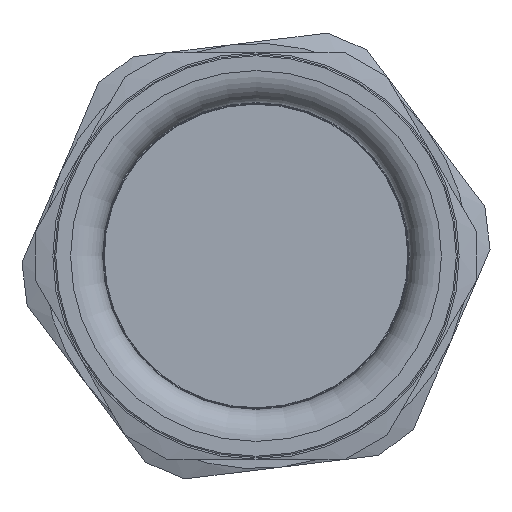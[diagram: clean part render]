
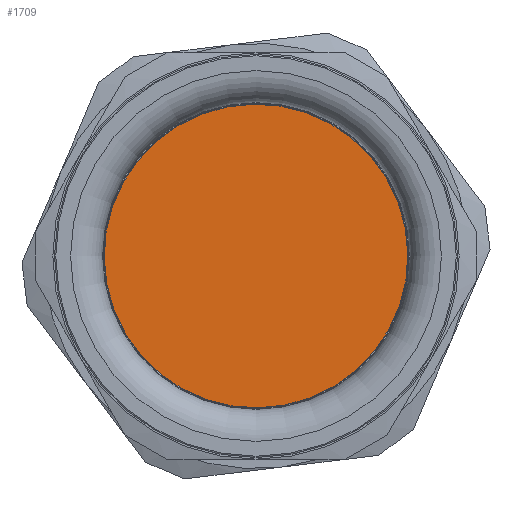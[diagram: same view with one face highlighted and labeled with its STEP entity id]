
A CAD part, left-side view. The second image highlights one B-rep face of the part: STEP entity #1709.
In plain terms, the highlighted planar face has unit normal (-1, 0, 0).
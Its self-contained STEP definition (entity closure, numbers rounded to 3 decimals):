
#256=PLANE('',#1952);
#456=FACE_OUTER_BOUND('',#635,.T.);
#635=EDGE_LOOP('',(#1553));
#721=CIRCLE('',#1938,23.92);
#901=VERTEX_POINT('',#8294);
#1117=EDGE_CURVE('',#901,#901,#721,.T.);
#1553=ORIENTED_EDGE('',*,*,#1117,.F.);
#1709=ADVANCED_FACE('',(#456),#256,.T.);
#1938=AXIS2_PLACEMENT_3D('',#8295,#2371,#2372);
#1952=AXIS2_PLACEMENT_3D('',#8315,#2399,#2400);
#2371=DIRECTION('center_axis',(1.,0.,0.));
#2372=DIRECTION('ref_axis',(0.,0.,-1.));
#2399=DIRECTION('center_axis',(-1.,0.,0.));
#2400=DIRECTION('ref_axis',(0.,0.,1.));
#8294=CARTESIAN_POINT('',(-0.064,23.92,0.));
#8295=CARTESIAN_POINT('Origin',(-0.064,0.,0.));
#8315=CARTESIAN_POINT('Origin',(-0.064,23.92,0.));
